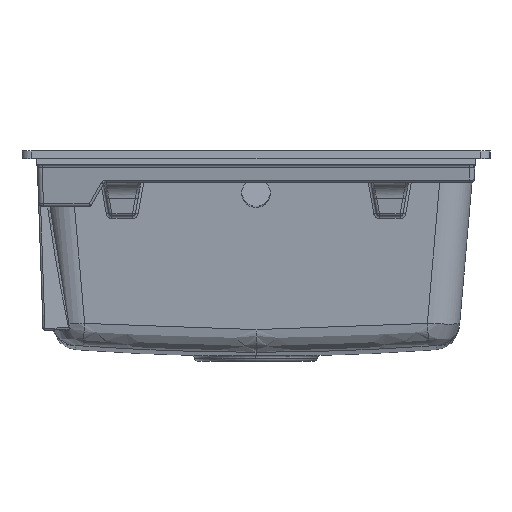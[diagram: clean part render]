
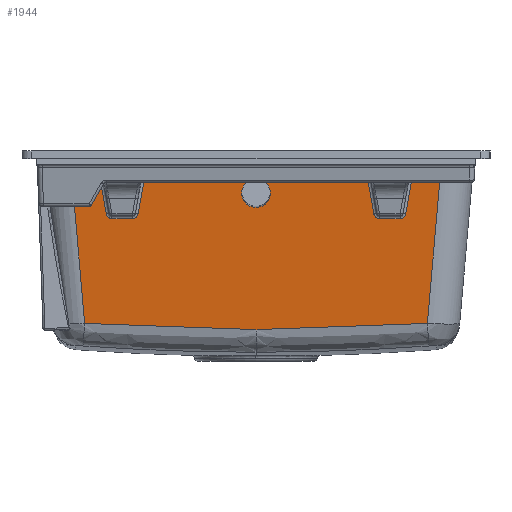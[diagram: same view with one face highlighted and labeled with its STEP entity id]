
A CAD part, left-side view. The second image highlights one B-rep face of the part: STEP entity #1944.
In plain terms, the highlighted planar face has unit normal (-0.996, 0, -0.087).
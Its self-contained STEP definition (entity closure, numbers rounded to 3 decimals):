
#369=B_SPLINE_CURVE_WITH_KNOTS('',3,(#12439,#12440,#12441,#12442,#12443,
#12444,#12445),.UNSPECIFIED.,.F.,.F.,(4,3,4),(0.,0.01,1.),
 .UNSPECIFIED.);
#622=B_SPLINE_CURVE_WITH_KNOTS('',3,(#23260,#23261,#23262,#23263,#23264,
#23265),.UNSPECIFIED.,.F.,.F.,(4,2,4),(0.,0.5,1.),.UNSPECIFIED.);
#646=B_SPLINE_CURVE_WITH_KNOTS('',3,(#25459,#25460,#25461,#25462),
 .UNSPECIFIED.,.F.,.F.,(4,4),(0.,1.),.UNSPECIFIED.);
#1036=FACE_BOUND('',#3233,.T.);
#1037=FACE_BOUND('',#3234,.T.);
#1068=ELLIPSE('',#9365,6.023,6.);
#1069=ELLIPSE('',#9369,6.023,6.);
#1097=ELLIPSE('',#9729,6.023,6.);
#1098=ELLIPSE('',#9733,6.023,6.);
#1249=CIRCLE('',#9494,15.);
#1944=ADVANCED_FACE('',(#1036,#1037),#2221,.T.);
#2221=PLANE('',#9853);
#3233=EDGE_LOOP('',(#5102,#5103,#5104,#5105,#5106,#5107,#5108,#5109,#5110,
#5111,#5112,#5113,#5114,#5115,#5116,#5117,#5118));
#3234=EDGE_LOOP('',(#5119));
#5102=ORIENTED_EDGE('',*,*,#7266,.T.);
#5103=ORIENTED_EDGE('',*,*,#7909,.T.);
#5104=ORIENTED_EDGE('',*,*,#7790,.T.);
#5105=ORIENTED_EDGE('',*,*,#7793,.T.);
#5106=ORIENTED_EDGE('',*,*,#7796,.T.);
#5107=ORIENTED_EDGE('',*,*,#7799,.T.);
#5108=ORIENTED_EDGE('',*,*,#7802,.T.);
#5109=ORIENTED_EDGE('',*,*,#7910,.T.);
#5110=ORIENTED_EDGE('',*,*,#7986,.T.);
#5111=ORIENTED_EDGE('',*,*,#7987,.T.);
#5112=ORIENTED_EDGE('',*,*,#7109,.T.);
#5113=ORIENTED_EDGE('',*,*,#7246,.T.);
#5114=ORIENTED_EDGE('',*,*,#7250,.T.);
#5115=ORIENTED_EDGE('',*,*,#7255,.T.);
#5116=ORIENTED_EDGE('',*,*,#7258,.T.);
#5117=ORIENTED_EDGE('',*,*,#7261,.T.);
#5118=ORIENTED_EDGE('',*,*,#7264,.T.);
#5119=ORIENTED_EDGE('',*,*,#7423,.F.);
#6291=VERTEX_POINT('',#12406);
#6293=VERTEX_POINT('',#12438);
#6353=VERTEX_POINT('',#15341);
#6396=VERTEX_POINT('',#16204);
#6399=VERTEX_POINT('',#16221);
#6402=VERTEX_POINT('',#16230);
#6404=VERTEX_POINT('',#16245);
#6406=VERTEX_POINT('',#16298);
#6408=VERTEX_POINT('',#16313);
#6483=VERTEX_POINT('',#17937);
#6709=VERTEX_POINT('',#21239);
#6710=VERTEX_POINT('',#21243);
#6712=VERTEX_POINT('',#21249);
#6714=VERTEX_POINT('',#21311);
#6716=VERTEX_POINT('',#21317);
#6718=VERTEX_POINT('',#21379);
#6758=VERTEX_POINT('',#23303);
#6793=VERTEX_POINT('',#25458);
#7109=EDGE_CURVE('',#6291,#6293,#369,.T.);
#7246=EDGE_CURVE('',#6293,#6396,#8514,.T.);
#7250=EDGE_CURVE('',#6396,#6399,#8516,.T.);
#7255=EDGE_CURVE('',#6399,#6402,#8518,.T.);
#7258=EDGE_CURVE('',#6402,#6404,#1068,.T.);
#7261=EDGE_CURVE('',#6404,#6406,#8520,.T.);
#7264=EDGE_CURVE('',#6406,#6408,#1069,.T.);
#7266=EDGE_CURVE('',#6408,#6353,#8522,.T.);
#7423=EDGE_CURVE('',#6483,#6483,#1249,.T.);
#7790=EDGE_CURVE('',#6709,#6710,#8671,.T.);
#7793=EDGE_CURVE('',#6710,#6712,#1097,.T.);
#7796=EDGE_CURVE('',#6712,#6714,#8673,.T.);
#7799=EDGE_CURVE('',#6714,#6716,#1098,.T.);
#7802=EDGE_CURVE('',#6716,#6718,#8675,.T.);
#7909=EDGE_CURVE('',#6353,#6709,#622,.T.);
#7910=EDGE_CURVE('',#6718,#6758,#8712,.T.);
#7986=EDGE_CURVE('',#6758,#6793,#8743,.T.);
#7987=EDGE_CURVE('',#6793,#6291,#646,.T.);
#8514=LINE('',#16205,#8921);
#8516=LINE('',#16222,#8923);
#8518=LINE('',#16231,#8925);
#8520=LINE('',#16299,#8927);
#8522=LINE('',#16364,#8929);
#8671=LINE('',#21245,#9078);
#8673=LINE('',#21313,#9080);
#8675=LINE('',#21381,#9082);
#8712=LINE('',#23302,#9119);
#8743=LINE('',#25457,#9150);
#8921=VECTOR('',#10352,1.);
#8923=VECTOR('',#10358,1.);
#8925=VECTOR('',#10368,1.);
#8927=VECTOR('',#10378,1.);
#8929=VECTOR('',#10386,1.);
#9078=VECTOR('',#11249,1.);
#9080=VECTOR('',#11259,1.);
#9082=VECTOR('',#11269,1.);
#9119=VECTOR('',#11462,1.);
#9150=VECTOR('',#11573,1.);
#9365=AXIS2_PLACEMENT_3D('',#16246,#10373,#10374);
#9369=AXIS2_PLACEMENT_3D('',#16314,#10383,#10384);
#9494=AXIS2_PLACEMENT_3D('',#17936,#10686,#10687);
#9729=AXIS2_PLACEMENT_3D('',#21251,#11255,#11256);
#9733=AXIS2_PLACEMENT_3D('',#21319,#11265,#11266);
#9853=AXIS2_PLACEMENT_3D('',#25463,#11574,#11575);
#10352=DIRECTION('',(-0.087,-0.087,0.992));
#10358=DIRECTION('',(0.,1.,0.));
#10368=DIRECTION('',(0.086,0.173,-0.981));
#10373=DIRECTION('',(0.996,0.,0.087));
#10374=DIRECTION('',(0.087,0.,-0.996));
#10378=DIRECTION('',(0.,1.,0.));
#10383=DIRECTION('',(0.996,0.,0.087));
#10384=DIRECTION('',(-0.087,0.,0.996));
#10386=DIRECTION('',(-0.086,0.173,0.981));
#10686=DIRECTION('',(-0.996,0.,-0.087));
#10687=DIRECTION('',(-0.087,0.,0.996));
#11249=DIRECTION('',(0.086,0.173,-0.981));
#11255=DIRECTION('',(0.996,0.,0.087));
#11256=DIRECTION('',(0.087,0.,-0.996));
#11259=DIRECTION('',(0.,1.,0.));
#11265=DIRECTION('',(0.996,0.,0.087));
#11266=DIRECTION('',(-0.087,0.,0.996));
#11269=DIRECTION('',(-0.086,0.173,0.981));
#11462=DIRECTION('',(0.,1.,0.));
#11573=DIRECTION('',(0.087,-0.087,-0.992));
#11574=DIRECTION('',(-0.996,0.,-0.087));
#11575=DIRECTION('',(-0.087,0.,0.996));
#12406=CARTESIAN_POINT('',(62.308,0.,-187.014));
#12438=CARTESIAN_POINT('',(61.746,-179.384,-180.584));
#12439=CARTESIAN_POINT('',(62.308,1.796,-187.014));
#12440=CARTESIAN_POINT('',(62.308,1.197,-187.014));
#12441=CARTESIAN_POINT('',(62.308,0.599,-187.014));
#12442=CARTESIAN_POINT('',(62.308,0.,-187.014));
#12443=CARTESIAN_POINT('',(62.308,-59.872,-187.012));
#12444=CARTESIAN_POINT('',(62.121,-119.667,-184.876));
#12445=CARTESIAN_POINT('',(61.746,-179.384,-180.584));
#15341=CARTESIAN_POINT('',(48.155,-116.239,-25.241));
#16204=CARTESIAN_POINT('',(47.458,-193.671,-17.279));
#16205=CARTESIAN_POINT('',(45.903,-195.226,0.497));
#16221=CARTESIAN_POINT('',(47.458,-165.38,-17.279));
#16222=CARTESIAN_POINT('',(47.458,215.,-17.279));
#16230=CARTESIAN_POINT('',(51.702,-156.828,-65.78));
#16231=CARTESIAN_POINT('',(51.723,-156.784,-66.03));
#16245=CARTESIAN_POINT('',(52.135,-150.919,-70.739));
#16246=CARTESIAN_POINT('',(51.61,-150.919,-64.739));
#16298=CARTESIAN_POINT('',(52.135,-129.296,-70.739));
#16299=CARTESIAN_POINT('',(52.135,-129.296,-70.739));
#16313=CARTESIAN_POINT('',(51.702,-123.388,-65.78));
#16314=CARTESIAN_POINT('',(51.61,-129.296,-64.739));
#16364=CARTESIAN_POINT('',(48.2,-116.33,-25.752));
#17936=CARTESIAN_POINT('',(49.811,0.,-44.171));
#17937=CARTESIAN_POINT('',(48.504,0.,-29.228));
#21239=CARTESIAN_POINT('',(48.155,116.239,-25.241));
#21243=CARTESIAN_POINT('',(51.702,123.388,-65.78));
#21245=CARTESIAN_POINT('',(51.723,123.432,-66.03));
#21249=CARTESIAN_POINT('',(52.135,129.296,-70.739));
#21251=CARTESIAN_POINT('',(51.61,129.296,-64.739));
#21311=CARTESIAN_POINT('',(52.135,150.919,-70.739));
#21313=CARTESIAN_POINT('',(52.135,150.919,-70.739));
#21317=CARTESIAN_POINT('',(51.702,156.828,-65.78));
#21319=CARTESIAN_POINT('',(51.61,150.919,-64.739));
#21379=CARTESIAN_POINT('',(47.458,165.38,-17.279));
#21381=CARTESIAN_POINT('',(47.522,165.251,-18.008));
#23260=CARTESIAN_POINT('',(48.155,-116.239,-25.241));
#23261=CARTESIAN_POINT('',(48.153,-77.493,-25.22));
#23262=CARTESIAN_POINT('',(48.155,-38.746,-25.243));
#23263=CARTESIAN_POINT('',(48.155,38.746,-25.243));
#23264=CARTESIAN_POINT('',(48.153,77.493,-25.22));
#23265=CARTESIAN_POINT('',(48.155,116.239,-25.241));
#23302=CARTESIAN_POINT('',(47.458,-215.,-17.279));
#23303=CARTESIAN_POINT('',(47.458,193.671,-17.279));
#25457=CARTESIAN_POINT('',(49.145,191.985,-36.556));
#25458=CARTESIAN_POINT('',(61.746,179.384,-180.584));
#25459=CARTESIAN_POINT('',(61.746,179.384,-180.584));
#25460=CARTESIAN_POINT('',(62.12,119.76,-184.869));
#25461=CARTESIAN_POINT('',(62.308,59.966,-187.012));
#25462=CARTESIAN_POINT('',(62.308,0.,-187.014));
#25463=CARTESIAN_POINT('',(46.053,-215.,-1.22));
